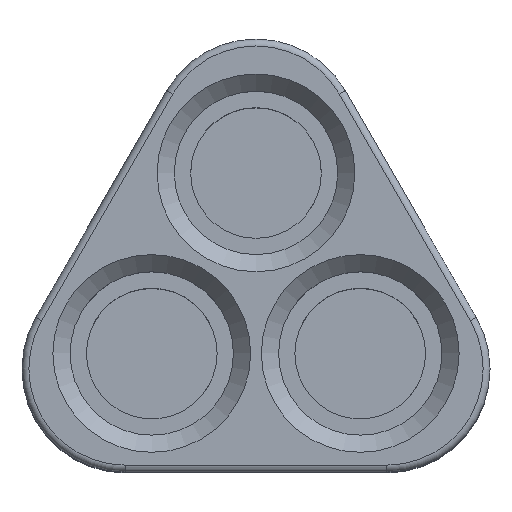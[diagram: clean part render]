
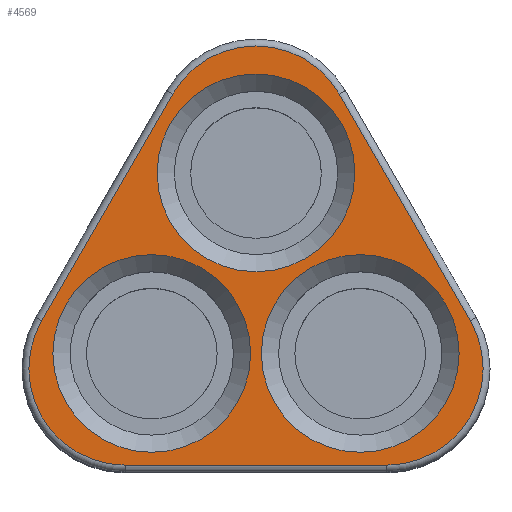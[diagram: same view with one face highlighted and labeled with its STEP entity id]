
A CAD part, top view. The second image highlights one B-rep face of the part: STEP entity #4569.
In plain terms, the highlighted planar face has unit normal (0, 0, 1).
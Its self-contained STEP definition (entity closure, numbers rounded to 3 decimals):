
#338=LINE('',#15150,#572);
#339=LINE('',#15154,#573);
#340=LINE('',#15158,#574);
#572=VECTOR('',#5585,10.);
#573=VECTOR('',#5588,10.);
#574=VECTOR('',#5591,10.);
#744=PLANE('',#4867);
#883=FACE_BOUND('',#1690,.T.);
#884=FACE_BOUND('',#1691,.T.);
#885=FACE_BOUND('',#1692,.T.);
#1325=FACE_OUTER_BOUND('',#1689,.T.);
#1689=EDGE_LOOP('',(#3943,#3944,#3945,#3946,#3947,#3948));
#1690=EDGE_LOOP('',(#3949));
#1691=EDGE_LOOP('',(#3950));
#1692=EDGE_LOOP('',(#3951));
#1875=CIRCLE('',#4866,2.875);
#1876=CIRCLE('',#4868,2.8);
#1877=CIRCLE('',#4869,2.8);
#1878=CIRCLE('',#4870,2.8);
#1879=CIRCLE('',#4871,2.875);
#1880=CIRCLE('',#4872,2.875);
#2277=VERTEX_POINT('',#15145);
#2278=VERTEX_POINT('',#15148);
#2279=VERTEX_POINT('',#15149);
#2280=VERTEX_POINT('',#15151);
#2281=VERTEX_POINT('',#15153);
#2282=VERTEX_POINT('',#15155);
#2283=VERTEX_POINT('',#15157);
#2284=VERTEX_POINT('',#15160);
#2285=VERTEX_POINT('',#15162);
#2853=EDGE_CURVE('',#2277,#2277,#1875,.T.);
#2854=EDGE_CURVE('',#2278,#2279,#338,.T.);
#2855=EDGE_CURVE('',#2280,#2278,#1876,.T.);
#2856=EDGE_CURVE('',#2281,#2280,#339,.T.);
#2857=EDGE_CURVE('',#2282,#2281,#1877,.T.);
#2858=EDGE_CURVE('',#2283,#2282,#340,.T.);
#2859=EDGE_CURVE('',#2279,#2283,#1878,.T.);
#2860=EDGE_CURVE('',#2284,#2284,#1879,.T.);
#2861=EDGE_CURVE('',#2285,#2285,#1880,.T.);
#3943=ORIENTED_EDGE('',*,*,#2854,.F.);
#3944=ORIENTED_EDGE('',*,*,#2855,.F.);
#3945=ORIENTED_EDGE('',*,*,#2856,.F.);
#3946=ORIENTED_EDGE('',*,*,#2857,.F.);
#3947=ORIENTED_EDGE('',*,*,#2858,.F.);
#3948=ORIENTED_EDGE('',*,*,#2859,.F.);
#3949=ORIENTED_EDGE('',*,*,#2860,.F.);
#3950=ORIENTED_EDGE('',*,*,#2861,.F.);
#3951=ORIENTED_EDGE('',*,*,#2853,.F.);
#4569=ADVANCED_FACE('',(#1325,#883,#884,#885),#744,.T.);
#4866=AXIS2_PLACEMENT_3D('',#15146,#5581,#5582);
#4867=AXIS2_PLACEMENT_3D('',#15147,#5583,#5584);
#4868=AXIS2_PLACEMENT_3D('',#15152,#5586,#5587);
#4869=AXIS2_PLACEMENT_3D('',#15156,#5589,#5590);
#4870=AXIS2_PLACEMENT_3D('',#15159,#5592,#5593);
#4871=AXIS2_PLACEMENT_3D('',#15161,#5594,#5595);
#4872=AXIS2_PLACEMENT_3D('',#15163,#5596,#5597);
#5581=DIRECTION('center_axis',(0.,0.,1.));
#5582=DIRECTION('ref_axis',(-1.,0.,0.));
#5583=DIRECTION('center_axis',(0.,0.,1.));
#5584=DIRECTION('ref_axis',(1.,0.,0.));
#5585=DIRECTION('',(0.5,0.866,0.));
#5586=DIRECTION('center_axis',(0.,0.,-1.));
#5587=DIRECTION('ref_axis',(-0.866,-0.5,0.));
#5588=DIRECTION('',(-1.,0.,0.));
#5589=DIRECTION('center_axis',(0.,0.,-1.));
#5590=DIRECTION('ref_axis',(0.866,-0.5,0.));
#5591=DIRECTION('',(0.5,-0.866,0.));
#5592=DIRECTION('center_axis',(0.,0.,-1.));
#5593=DIRECTION('ref_axis',(0.,1.,0.));
#5594=DIRECTION('center_axis',(0.,0.,1.));
#5595=DIRECTION('ref_axis',(-1.,0.,0.));
#5596=DIRECTION('center_axis',(0.,0.,1.));
#5597=DIRECTION('ref_axis',(-1.,0.,0.));
#15145=CARTESIAN_POINT('',(5.906,-1.75,21.5));
#15146=CARTESIAN_POINT('Origin',(3.031,-1.75,21.5));
#15147=CARTESIAN_POINT('Origin',(0.,1.098,
21.5));
#15148=CARTESIAN_POINT('',(-6.229,-0.796,21.5));
#15149=CARTESIAN_POINT('',(-2.425,5.792,21.5));
#15150=CARTESIAN_POINT('',(-5.04,1.263,21.5));
#15151=CARTESIAN_POINT('',(-3.804,-4.996,21.5));
#15152=CARTESIAN_POINT('Origin',(-3.804,-2.196,21.5));
#15153=CARTESIAN_POINT('',(3.804,-4.996,21.5));
#15154=CARTESIAN_POINT('',(1.902,-4.996,21.5));
#15155=CARTESIAN_POINT('',(6.229,-0.796,21.5));
#15156=CARTESIAN_POINT('Origin',(3.804,-2.196,21.5));
#15157=CARTESIAN_POINT('',(2.425,5.792,21.5));
#15158=CARTESIAN_POINT('',(3.138,4.557,21.5));
#15159=CARTESIAN_POINT('Origin',(0.,4.392,21.5));
#15160=CARTESIAN_POINT('',(-0.156,-1.75,21.5));
#15161=CARTESIAN_POINT('Origin',(-3.031,-1.75,21.5));
#15162=CARTESIAN_POINT('',(2.875,3.5,21.5));
#15163=CARTESIAN_POINT('Origin',(0.,3.5,21.5));
